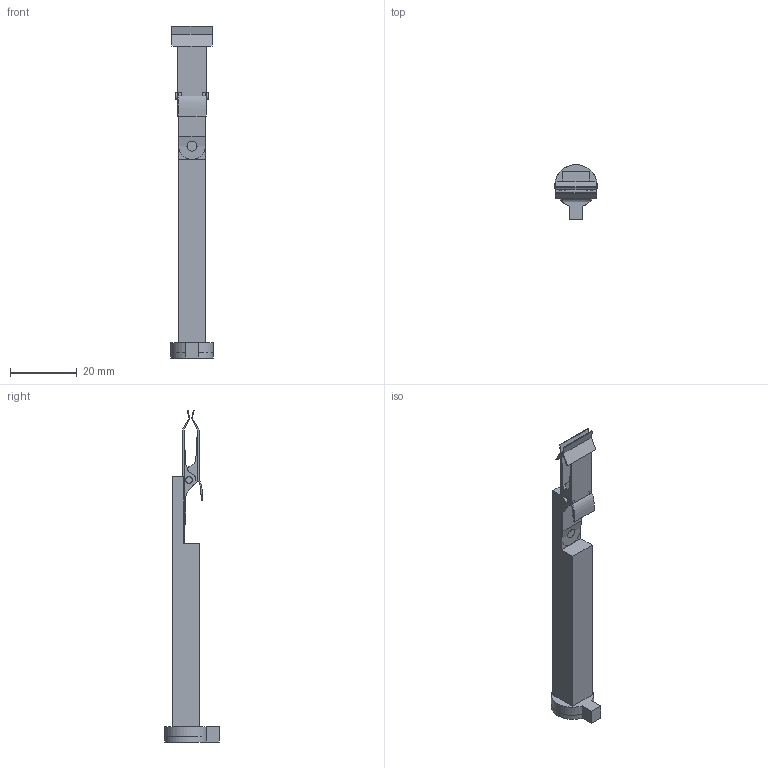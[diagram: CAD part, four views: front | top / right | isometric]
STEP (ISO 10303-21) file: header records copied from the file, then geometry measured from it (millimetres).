
FILE_DESCRIPTION(/* description */ (''),/* implementation_level */ '2;1');
FILE_NAME(/* name */ 'Substrate_Holder.step',/* time_stamp */ '2023-08-25T20:04:27-04:00',/* author */ (''),/* organization */ (''),/* preprocessor_version */ 'ST-DEVELOPER v20',/* originating_system */ 'Autodesk Translation Framework v12.9.0.99',/* authorisation */ '');
FILE_SCHEMA (('AUTOMOTIVE_DESIGN { 1 0 10303 214 3 1 1 }'));
Length unit declared in the file: millimetre
Products named in the file (2): 2.0_Substrate_Holder; Clip v3
Assembly tree (1 placements, depth 2):
  2.0_Substrate_Holder
    Clip v3
Bounding box: 12.74 x 16.37 x 99.5 mm (x, y, z)
Volume: 5504.7 mm3; surface area: 5229.8 mm2
Topology: 6 solids, 6 shells, 80 faces, 183 edges, 118 vertices
Faces by surface type: plane 61, bspline 11, cylinder 8
Full cylindrical faces by diameter (mm): 2 x2, 3 x1, 12.75 x1
Entity records: 3567 total; most frequent: CARTESIAN_POINT 1762, ORIENTED_EDGE 366, DIRECTION 322, EDGE_CURVE 183, LINE 144, VECTOR 144, VERTEX_POINT 118, AXIS2_PLACEMENT_3D 89
